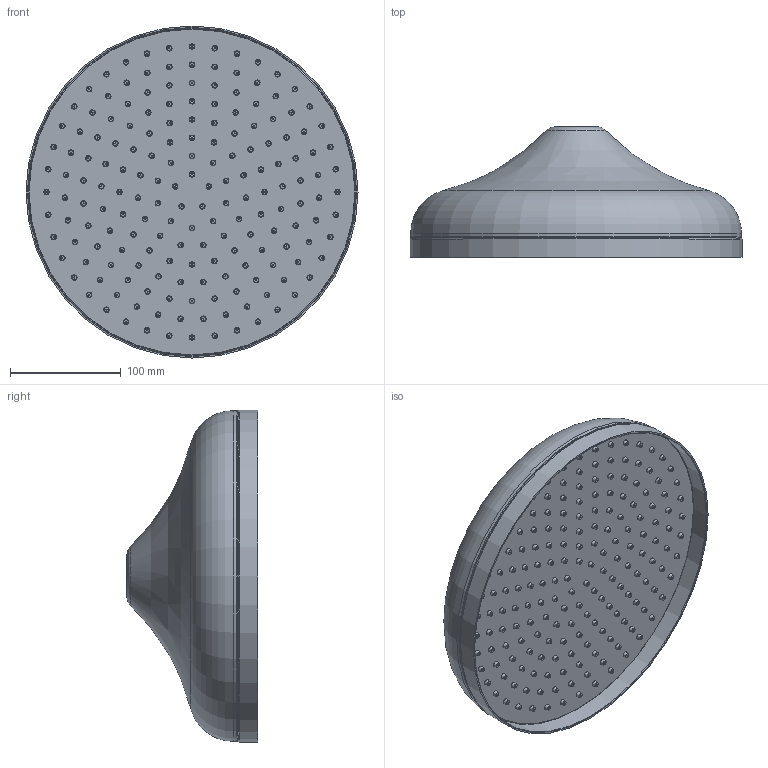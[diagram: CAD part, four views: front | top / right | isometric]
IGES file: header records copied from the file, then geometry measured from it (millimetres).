
Global section: file name: No Iges File Name specified; native system: Autodesk Inventor 2012; preprocessor: AutoDesk Inventor Iges Exporter R2012; author: adaniels; date: 20120413.144333; units: millimetre
Bounding box: 300 x 118.5 x 300 mm (x, y, z)
Volume: 3671128.1 mm3; surface area: 211518.9 mm2
Topology: 1 solids, 1 shells, 740 faces, 1113 edges, 739 vertices
Faces by surface type: plane 365, revolution 185, cone 181, torus 5, cylinder 3, bspline 1
Full cylindrical faces by diameter (mm): 28.8 x1, 299 x1, 300 x1
